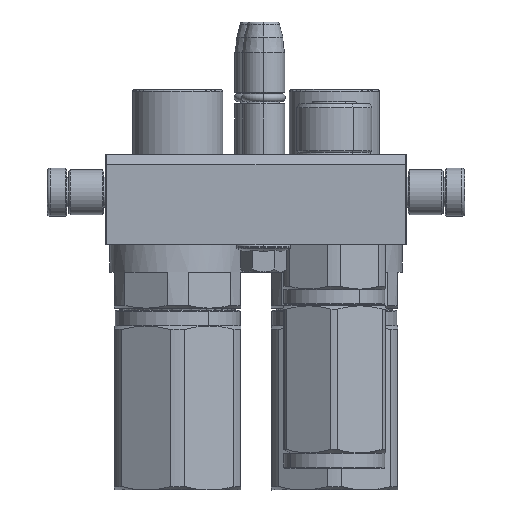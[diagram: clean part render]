
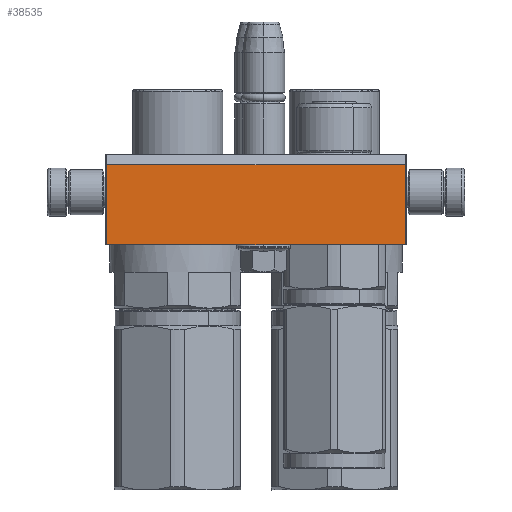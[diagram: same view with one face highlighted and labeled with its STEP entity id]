
A CAD part, left-side view. The second image highlights one B-rep face of the part: STEP entity #38535.
In plain terms, the highlighted face is planar.
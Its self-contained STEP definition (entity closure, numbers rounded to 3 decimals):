
#1778 = DIRECTION ( 'NONE',  ( 1., 0., 0. ) ) ;
#3351 = FACE_OUTER_BOUND ( 'NONE', #32588, .T. ) ;
#4179 = VERTEX_POINT ( 'NONE', #13147 ) ;
#5318 = EDGE_CURVE ( 'NONE', #11591, #4179, #83923, .T. ) ;
#11591 = VERTEX_POINT ( 'NONE', #13512 ) ;
#13147 = CARTESIAN_POINT ( 'NONE',  ( -49.5, 11.536, 56. ) ) ;
#13512 = CARTESIAN_POINT ( 'NONE',  ( -49.5, -15., 56. ) ) ;
#13791 = LINE ( 'NONE', #67121, #73676 ) ;
#22673 = CARTESIAN_POINT ( 'NONE',  ( -49.5, 11.536, 56. ) ) ;
#22879 = VERTEX_POINT ( 'NONE', #62820 ) ;
#32588 = EDGE_LOOP ( 'NONE', ( #76118, #62058, #74808, #81816 ) ) ;
#33412 = CARTESIAN_POINT ( 'NONE',  ( 49.5, -15., 56. ) ) ;
#35385 = CARTESIAN_POINT ( 'NONE',  ( -50., -15., 56. ) ) ;
#35415 = VECTOR ( 'NONE', #81440, 1000. ) ;
#38535 = ADVANCED_FACE ( 'NONE', ( #3351 ), #81223, .T. ) ;
#41727 = DIRECTION ( 'NONE',  ( 0., 0., 1. ) ) ;
#48284 = CARTESIAN_POINT ( 'NONE',  ( -49.5, -15., 56. ) ) ;
#48941 = VERTEX_POINT ( 'NONE', #62236 ) ;
#58789 = LINE ( 'NONE', #22673, #65018 ) ;
#61871 = EDGE_CURVE ( 'NONE', #48941, #22879, #71192, .T. ) ;
#62058 = ORIENTED_EDGE ( 'NONE', *, *, #61871, .T. ) ;
#62236 = CARTESIAN_POINT ( 'NONE',  ( 49.5, -15., 56. ) ) ;
#62820 = CARTESIAN_POINT ( 'NONE',  ( 49.5, 11.536, 56. ) ) ;
#65018 = VECTOR ( 'NONE', #75110, 1000. ) ;
#65543 = EDGE_CURVE ( 'NONE', #11591, #48941, #13791, .T. ) ;
#66532 = DIRECTION ( 'NONE',  ( 0., 1., 0. ) ) ;
#67121 = CARTESIAN_POINT ( 'NONE',  ( -49.5, -15., 56. ) ) ;
#71192 = LINE ( 'NONE', #33412, #75327 ) ;
#72944 = DIRECTION ( 'NONE',  ( 1., 0., 0. ) ) ;
#73676 = VECTOR ( 'NONE', #72944, 1000. ) ;
#74808 = ORIENTED_EDGE ( 'NONE', *, *, #85439, .F. ) ;
#74819 = AXIS2_PLACEMENT_3D ( 'NONE', #35385, #41727, #1778 ) ;
#75110 = DIRECTION ( 'NONE',  ( 1., 0., 0. ) ) ;
#75327 = VECTOR ( 'NONE', #66532, 1000. ) ;
#76118 = ORIENTED_EDGE ( 'NONE', *, *, #65543, .T. ) ;
#81223 = PLANE ( 'NONE',  #74819 ) ;
#81440 = DIRECTION ( 'NONE',  ( 0., 1., 0. ) ) ;
#81816 = ORIENTED_EDGE ( 'NONE', *, *, #5318, .F. ) ;
#83923 = LINE ( 'NONE', #48284, #35415 ) ;
#85439 = EDGE_CURVE ( 'NONE', #4179, #22879, #58789, .T. ) ;
